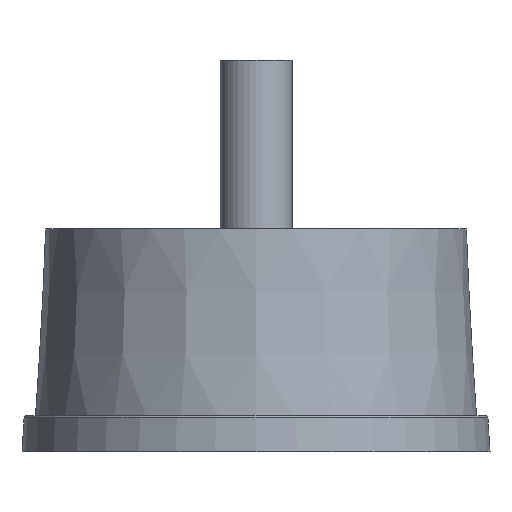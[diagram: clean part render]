
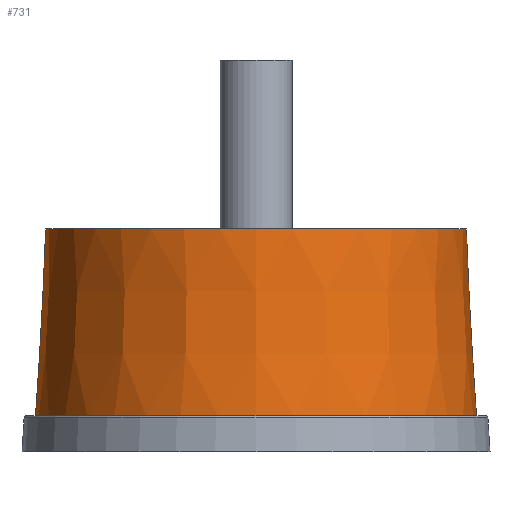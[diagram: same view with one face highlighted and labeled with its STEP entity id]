
A CAD part, left-side view. The second image highlights one B-rep face of the part: STEP entity #731.
In plain terms, the highlighted conical face has half-angle 3.103 degrees and reference radius 49 mm.
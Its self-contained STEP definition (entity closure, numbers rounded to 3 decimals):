
#46=CONICAL_SURFACE('',#864,49.,3.103);
#143=FACE_BOUND('',#339,.T.);
#209=FACE_OUTER_BOUND('',#338,.T.);
#338=EDGE_LOOP('',(#663));
#339=EDGE_LOOP('',(#664));
#342=CIRCLE('',#738,49.);
#372=CIRCLE('',#797,46.75);
#407=VERTEX_POINT('',#1136);
#437=VERTEX_POINT('',#1225);
#472=EDGE_CURVE('',#407,#407,#342,.T.);
#502=EDGE_CURVE('',#437,#437,#372,.T.);
#663=ORIENTED_EDGE('',*,*,#472,.F.);
#664=ORIENTED_EDGE('',*,*,#502,.T.);
#731=ADVANCED_FACE('',(#209,#143),#46,.T.);
#738=AXIS2_PLACEMENT_3D('',#1137,#875,#876);
#797=AXIS2_PLACEMENT_3D('',#1226,#993,#994);
#864=AXIS2_PLACEMENT_3D('',#1325,#1127,#1128);
#875=DIRECTION('center_axis',(0.,0.,-1.));
#876=DIRECTION('ref_axis',(-1.,0.,0.));
#993=DIRECTION('center_axis',(0.,0.,-1.));
#994=DIRECTION('ref_axis',(-1.,0.,0.));
#1127=DIRECTION('center_axis',(0.,0.,-1.));
#1128=DIRECTION('ref_axis',(-1.,0.,0.));
#1136=CARTESIAN_POINT('',(-49.,0.,8.));
#1137=CARTESIAN_POINT('Origin',(0.,0.,8.));
#1225=CARTESIAN_POINT('',(-46.75,0.,49.5));
#1226=CARTESIAN_POINT('Origin',(0.,0.,49.5));
#1325=CARTESIAN_POINT('Origin',(0.,0.,8.));
